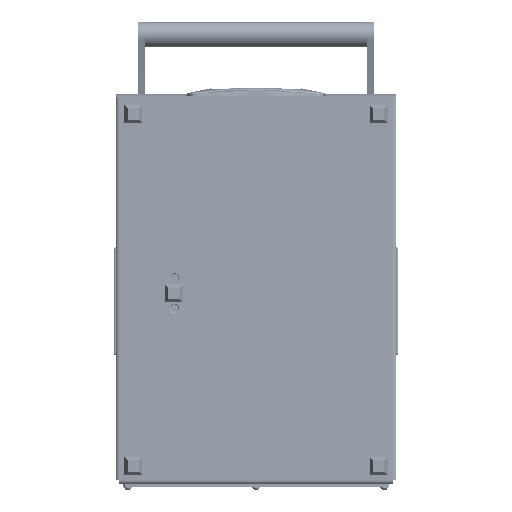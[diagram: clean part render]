
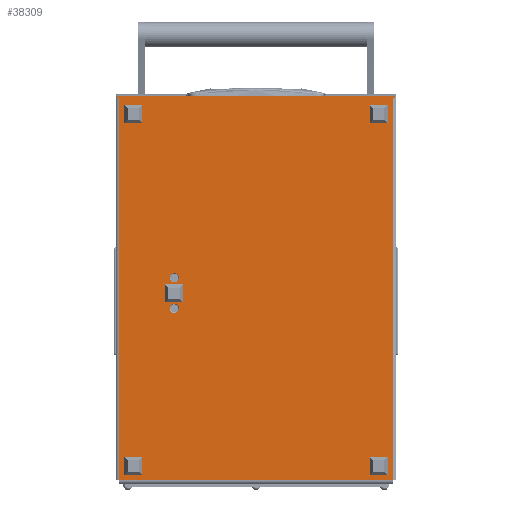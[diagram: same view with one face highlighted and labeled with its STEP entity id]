
A CAD part, front view. The second image highlights one B-rep face of the part: STEP entity #38309.
In plain terms, the highlighted face is planar.
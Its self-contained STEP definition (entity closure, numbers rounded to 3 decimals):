
#660 = EDGE_CURVE ( 'NONE', #112360, #91244, #85743, .T. ) ;
#686 = CARTESIAN_POINT ( 'NONE',  ( 436., 312., 0. ) ) ;
#942 = CIRCLE ( 'NONE', #18196, 5.2 ) ;
#2072 = LINE ( 'NONE', #38728, #79581 ) ;
#2356 = CIRCLE ( 'NONE', #90678, 5.2 ) ;
#3772 = VECTOR ( 'NONE', #56287, 1000. ) ;
#5396 = DIRECTION ( 'NONE',  ( -1., 0., 0. ) ) ;
#5990 = VECTOR ( 'NONE', #25523, 1000. ) ;
#6190 = DIRECTION ( 'NONE',  ( -1., 0., 0. ) ) ;
#6268 = DIRECTION ( 'NONE',  ( -1., 0., 0. ) ) ;
#8101 = DIRECTION ( 'NONE',  ( 0., 1., 0. ) ) ;
#8222 = EDGE_LOOP ( 'NONE', ( #50981, #50908, #41851, #85010, #22440, #9013, #28185, #15434 ) ) ;
#8426 = CARTESIAN_POINT ( 'NONE',  ( 0., 312., 0. ) ) ;
#9013 = ORIENTED_EDGE ( 'NONE', *, *, #51801, .F. ) ;
#9153 = ORIENTED_EDGE ( 'NONE', *, *, #26316, .F. ) ;
#15434 = ORIENTED_EDGE ( 'NONE', *, *, #41519, .F. ) ;
#18196 = AXIS2_PLACEMENT_3D ( 'NONE', #28976, #26592, #44650 ) ;
#19447 = CARTESIAN_POINT ( 'NONE',  ( -2., -2., 0. ) ) ;
#20954 = DIRECTION ( 'NONE',  ( 0., 1., 0. ) ) ;
#21547 = CARTESIAN_POINT ( 'NONE',  ( 210.2, 249., 0. ) ) ;
#22401 = DIRECTION ( 'NONE',  ( 0., 0., -1. ) ) ;
#22427 = EDGE_CURVE ( 'NONE', #29355, #113892, #26403, .T. ) ;
#22440 = ORIENTED_EDGE ( 'NONE', *, *, #22427, .F. ) ;
#23412 = CARTESIAN_POINT ( 'NONE',  ( 240., 249., 0. ) ) ;
#25523 = DIRECTION ( 'NONE',  ( 0., 1., 0. ) ) ;
#25537 = CARTESIAN_POINT ( 'NONE',  ( -2., -4., 0. ) ) ;
#26316 = EDGE_CURVE ( 'NONE', #61913, #33482, #105901, .T. ) ;
#26403 = LINE ( 'NONE', #63074, #72605 ) ;
#26592 = DIRECTION ( 'NONE',  ( 0., 0., -1. ) ) ;
#26831 = EDGE_LOOP ( 'NONE', ( #111828, #63435 ) ) ;
#27352 = EDGE_LOOP ( 'NONE', ( #9153, #37812 ) ) ;
#27820 = EDGE_CURVE ( 'NONE', #86547, #81648, #2356, .T. ) ;
#28185 = ORIENTED_EDGE ( 'NONE', *, *, #113616, .T. ) ;
#28976 = CARTESIAN_POINT ( 'NONE',  ( 240., 249., 0. ) ) ;
#29108 = AXIS2_PLACEMENT_3D ( 'NONE', #107112, #22401, #6190 ) ;
#29355 = VERTEX_POINT ( 'NONE', #8426 ) ;
#29795 = CIRCLE ( 'NONE', #62410, 5.2 ) ;
#30331 = VECTOR ( 'NONE', #8101, 1000. ) ;
#30470 = CARTESIAN_POINT ( 'NONE',  ( -2., 314., 0. ) ) ;
#30846 = DIRECTION ( 'NONE',  ( 1., 0., 0. ) ) ;
#31274 = CARTESIAN_POINT ( 'NONE',  ( 0., 0., 0. ) ) ;
#31426 = CARTESIAN_POINT ( 'NONE',  ( 245.2, 249., 0. ) ) ;
#31501 = CARTESIAN_POINT ( 'NONE',  ( 0., 314., 0. ) ) ;
#32808 = DIRECTION ( 'NONE',  ( -1., 0., 0. ) ) ;
#32963 = VERTEX_POINT ( 'NONE', #72287 ) ;
#33382 = LINE ( 'NONE', #25537, #30331 ) ;
#33482 = VERTEX_POINT ( 'NONE', #21547 ) ;
#33632 = CARTESIAN_POINT ( 'NONE',  ( 205., 249., 0. ) ) ;
#37812 = ORIENTED_EDGE ( 'NONE', *, *, #116480, .F. ) ;
#38309 = ADVANCED_FACE ( 'NONE', ( #88612, #50743, #62109 ), #77826, .T. ) ;
#38728 = CARTESIAN_POINT ( 'NONE',  ( 436., 312., 0. ) ) ;
#38912 = AXIS2_PLACEMENT_3D ( 'NONE', #115675, #51899, #6268 ) ;
#40260 = DIRECTION ( 'NONE',  ( -1., 0., 0. ) ) ;
#41082 = CARTESIAN_POINT ( 'NONE',  ( 0., -2., 0. ) ) ;
#41519 = EDGE_CURVE ( 'NONE', #32963, #52645, #77572, .T. ) ;
#41851 = ORIENTED_EDGE ( 'NONE', *, *, #76196, .T. ) ;
#43533 = CARTESIAN_POINT ( 'NONE',  ( 0., -4., 0. ) ) ;
#44637 = CARTESIAN_POINT ( 'NONE',  ( 436., 0., 0. ) ) ;
#44650 = DIRECTION ( 'NONE',  ( -1., 0., 0. ) ) ;
#50743 = FACE_BOUND ( 'NONE', #26831, .T. ) ;
#50908 = ORIENTED_EDGE ( 'NONE', *, *, #660, .T. ) ;
#50981 = ORIENTED_EDGE ( 'NONE', *, *, #79409, .F. ) ;
#51801 = EDGE_CURVE ( 'NONE', #74279, #29355, #58093, .T. ) ;
#51899 = DIRECTION ( 'NONE',  ( 0., 0., -1. ) ) ;
#52645 = VERTEX_POINT ( 'NONE', #44637 ) ;
#55091 = VERTEX_POINT ( 'NONE', #30470 ) ;
#56287 = DIRECTION ( 'NONE',  ( -1., 0., 0. ) ) ;
#58093 = LINE ( 'NONE', #81755, #3772 ) ;
#61249 = DIRECTION ( 'NONE',  ( 0., 0., -1. ) ) ;
#61913 = VERTEX_POINT ( 'NONE', #91328 ) ;
#62109 = FACE_OUTER_BOUND ( 'NONE', #8222, .T. ) ;
#62410 = AXIS2_PLACEMENT_3D ( 'NONE', #33632, #61249, #40260 ) ;
#63074 = CARTESIAN_POINT ( 'NONE',  ( 0., -4., 0. ) ) ;
#63435 = ORIENTED_EDGE ( 'NONE', *, *, #114175, .F. ) ;
#67949 = DIRECTION ( 'NONE',  ( 1., 0., 0. ) ) ;
#72287 = CARTESIAN_POINT ( 'NONE',  ( 0., 0., 0. ) ) ;
#72605 = VECTOR ( 'NONE', #20954, 1000. ) ;
#74279 = VERTEX_POINT ( 'NONE', #686 ) ;
#75959 = CARTESIAN_POINT ( 'NONE',  ( 0., 314., 0. ) ) ;
#76196 = EDGE_CURVE ( 'NONE', #91244, #55091, #33382, .T. ) ;
#77572 = LINE ( 'NONE', #31274, #116501 ) ;
#77826 = PLANE ( 'NONE',  #38912 ) ;
#79409 = EDGE_CURVE ( 'NONE', #112360, #32963, #115743, .T. ) ;
#79581 = VECTOR ( 'NONE', #111470, 1000. ) ;
#81561 = VECTOR ( 'NONE', #32808, 1000. ) ;
#81648 = VERTEX_POINT ( 'NONE', #31426 ) ;
#81755 = CARTESIAN_POINT ( 'NONE',  ( 0., 312., 0. ) ) ;
#85010 = ORIENTED_EDGE ( 'NONE', *, *, #107062, .T. ) ;
#85743 = LINE ( 'NONE', #86949, #81561 ) ;
#86547 = VERTEX_POINT ( 'NONE', #98568 ) ;
#86949 = CARTESIAN_POINT ( 'NONE',  ( 0., -2., 0. ) ) ;
#88612 = FACE_BOUND ( 'NONE', #27352, .T. ) ;
#90678 = AXIS2_PLACEMENT_3D ( 'NONE', #23412, #96764, #5396 ) ;
#91244 = VERTEX_POINT ( 'NONE', #19447 ) ;
#91328 = CARTESIAN_POINT ( 'NONE',  ( 199.8, 249., 0. ) ) ;
#95984 = VECTOR ( 'NONE', #30846, 1000. ) ;
#96764 = DIRECTION ( 'NONE',  ( 0., 0., -1. ) ) ;
#98568 = CARTESIAN_POINT ( 'NONE',  ( 234.8, 249., 0. ) ) ;
#105901 = CIRCLE ( 'NONE', #29108, 5.2 ) ;
#107062 = EDGE_CURVE ( 'NONE', #55091, #113892, #113808, .T. ) ;
#107112 = CARTESIAN_POINT ( 'NONE',  ( 205., 249., 0. ) ) ;
#111470 = DIRECTION ( 'NONE',  ( 0., -1., 0. ) ) ;
#111828 = ORIENTED_EDGE ( 'NONE', *, *, #27820, .F. ) ;
#112360 = VERTEX_POINT ( 'NONE', #41082 ) ;
#113616 = EDGE_CURVE ( 'NONE', #74279, #52645, #2072, .T. ) ;
#113808 = LINE ( 'NONE', #75959, #95984 ) ;
#113892 = VERTEX_POINT ( 'NONE', #31501 ) ;
#114175 = EDGE_CURVE ( 'NONE', #81648, #86547, #942, .T. ) ;
#115675 = CARTESIAN_POINT ( 'NONE',  ( 0., 312., 0. ) ) ;
#115743 = LINE ( 'NONE', #43533, #5990 ) ;
#116480 = EDGE_CURVE ( 'NONE', #33482, #61913, #29795, .T. ) ;
#116501 = VECTOR ( 'NONE', #67949, 1000. ) ;
